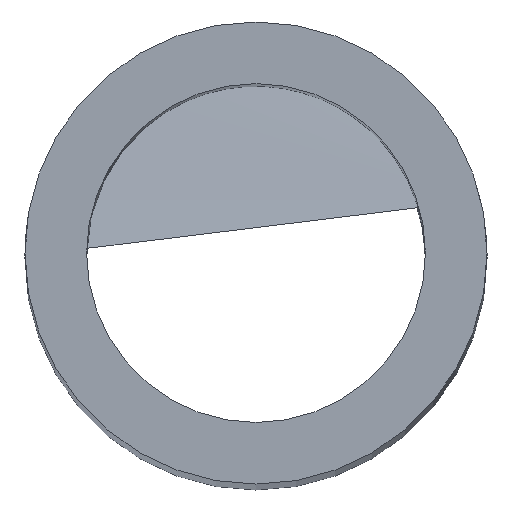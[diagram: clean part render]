
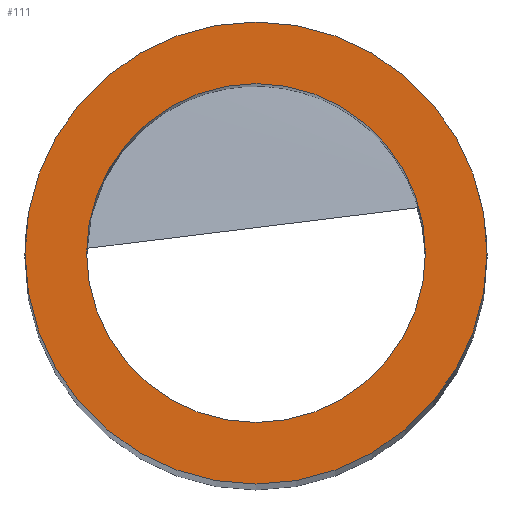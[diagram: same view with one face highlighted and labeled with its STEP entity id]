
A CAD part, top view. The second image highlights one B-rep face of the part: STEP entity #111.
In plain terms, the highlighted planar face has unit normal (0, 0, 1).
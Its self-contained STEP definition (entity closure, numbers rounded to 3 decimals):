
#15=FACE_BOUND('',#34,.T.);
#17=CIRCLE('',#143,11.);
#19=CIRCLE('',#146,15.);
#27=FACE_OUTER_BOUND('',#33,.T.);
#33=EDGE_LOOP('',(#99));
#34=EDGE_LOOP('',(#100));
#57=VERTEX_POINT('',#200);
#59=VERTEX_POINT('',#207);
#67=EDGE_CURVE('',#57,#57,#17,.T.);
#71=EDGE_CURVE('',#59,#59,#19,.T.);
#99=ORIENTED_EDGE('',*,*,#71,.T.);
#100=ORIENTED_EDGE('',*,*,#67,.T.);
#105=PLANE('',#148);
#111=ADVANCED_FACE('',(#27,#15),#105,.T.);
#143=AXIS2_PLACEMENT_3D('',#201,#168,#169);
#146=AXIS2_PLACEMENT_3D('',#208,#176,#177);
#148=AXIS2_PLACEMENT_3D('',#213,#182,#183);
#168=DIRECTION('center_axis',(0.,0.,-1.));
#169=DIRECTION('ref_axis',(-1.,0.,0.));
#176=DIRECTION('center_axis',(0.,0.,1.));
#177=DIRECTION('ref_axis',(1.,0.,0.));
#182=DIRECTION('center_axis',(0.,0.,1.));
#183=DIRECTION('ref_axis',(1.,0.,0.));
#200=CARTESIAN_POINT('',(11.,0.,220.));
#201=CARTESIAN_POINT('Origin',(0.,0.,220.));
#207=CARTESIAN_POINT('',(-15.,0.,220.));
#208=CARTESIAN_POINT('Origin',(0.,0.,220.));
#213=CARTESIAN_POINT('Origin',(0.,0.,220.));
